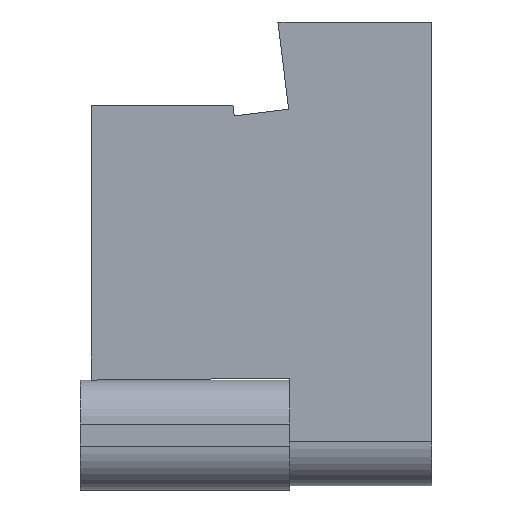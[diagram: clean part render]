
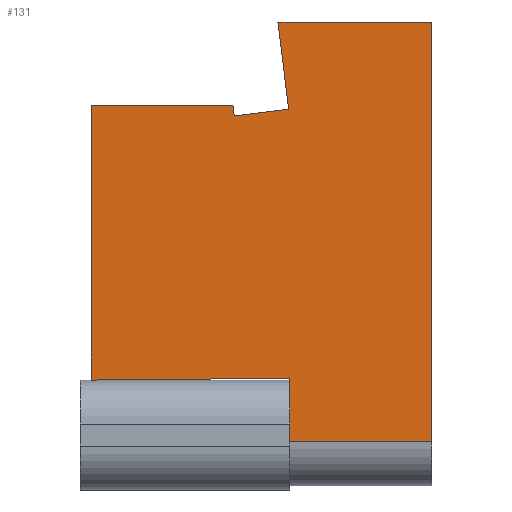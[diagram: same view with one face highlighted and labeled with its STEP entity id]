
A CAD part, left-side view. The second image highlights one B-rep face of the part: STEP entity #131.
In plain terms, the highlighted planar face has unit normal (-1, 0, 0).
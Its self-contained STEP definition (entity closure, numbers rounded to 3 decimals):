
#131=ADVANCED_FACE('',(#175),#156,.F.);
#156=PLANE('',#623);
#175=FACE_OUTER_BOUND('',#197,.T.);
#197=EDGE_LOOP('',(#252,#253,#254,#255,#256,#257,#258,#259,#260,#261));
#252=ORIENTED_EDGE('',*,*,#411,.T.);
#253=ORIENTED_EDGE('',*,*,#412,.T.);
#254=ORIENTED_EDGE('',*,*,#388,.F.);
#255=ORIENTED_EDGE('',*,*,#384,.T.);
#256=ORIENTED_EDGE('',*,*,#409,.F.);
#257=ORIENTED_EDGE('',*,*,#407,.F.);
#258=ORIENTED_EDGE('',*,*,#404,.F.);
#259=ORIENTED_EDGE('',*,*,#401,.F.);
#260=ORIENTED_EDGE('',*,*,#397,.F.);
#261=ORIENTED_EDGE('',*,*,#413,.T.);
#341=VERTEX_POINT('',#809);
#343=VERTEX_POINT('',#812);
#346=VERTEX_POINT('',#820);
#352=VERTEX_POINT('',#836);
#354=VERTEX_POINT('',#839);
#357=VERTEX_POINT('',#847);
#359=VERTEX_POINT('',#853);
#361=VERTEX_POINT('',#859);
#362=VERTEX_POINT('',#866);
#363=VERTEX_POINT('',#867);
#384=EDGE_CURVE('',#343,#341,#446,.T.);
#388=EDGE_CURVE('',#343,#346,#450,.T.);
#397=EDGE_CURVE('',#352,#354,#458,.T.);
#401=EDGE_CURVE('',#354,#357,#462,.T.);
#404=EDGE_CURVE('',#357,#359,#465,.T.);
#407=EDGE_CURVE('',#359,#361,#468,.T.);
#409=EDGE_CURVE('',#361,#341,#470,.T.);
#411=EDGE_CURVE('',#362,#363,#472,.T.);
#412=EDGE_CURVE('',#363,#346,#473,.T.);
#413=EDGE_CURVE('',#352,#362,#474,.T.);
#446=LINE('',#811,#496);
#450=LINE('',#819,#500);
#458=LINE('',#838,#508);
#462=LINE('',#846,#512);
#465=LINE('',#852,#515);
#468=LINE('',#858,#518);
#470=LINE('',#862,#520);
#472=LINE('',#865,#522);
#473=LINE('',#868,#523);
#474=LINE('',#869,#524);
#496=VECTOR('',#666,1.);
#500=VECTOR('',#672,1.);
#508=VECTOR('',#686,1.);
#512=VECTOR('',#692,1.);
#515=VECTOR('',#697,1.);
#518=VECTOR('',#702,1.);
#520=VECTOR('',#706,1.);
#522=VECTOR('',#710,1.);
#523=VECTOR('',#711,1.);
#524=VECTOR('',#712,1.);
#623=AXIS2_PLACEMENT_3D('',#870,#713,#714);
#666=DIRECTION('',(0.,1.,0.));
#672=DIRECTION('',(0.,0.,-1.));
#686=DIRECTION('',(0.,0.,1.));
#692=DIRECTION('',(0.,-1.,0.));
#697=DIRECTION('',(0.,-0.122,-0.993));
#702=DIRECTION('',(0.,-0.993,0.122));
#706=DIRECTION('',(0.,0.122,0.993));
#710=DIRECTION('',(0.,0.,-1.));
#711=DIRECTION('',(0.,-1.,0.));
#712=DIRECTION('',(0.,-1.,0.009));
#713=DIRECTION('',(1.,0.,0.));
#714=DIRECTION('',(0.,1.,0.));
#809=CARTESIAN_POINT('',(-18.6,14.,7.6));
#811=CARTESIAN_POINT('',(-18.6,14.,7.6));
#812=CARTESIAN_POINT('',(-18.6,0.,7.6));
#819=CARTESIAN_POINT('',(-18.6,0.,7.6));
#820=CARTESIAN_POINT('',(-18.6,0.,-30.6));
#836=CARTESIAN_POINT('',(-18.6,31.,-24.991));
#838=CARTESIAN_POINT('',(-18.6,31.,-34.6));
#839=CARTESIAN_POINT('',(-18.6,31.,0.));
#846=CARTESIAN_POINT('',(-18.6,31.,0.));
#847=CARTESIAN_POINT('',(-18.6,18.104,0.));
#852=CARTESIAN_POINT('',(-18.6,18.104,0.));
#853=CARTESIAN_POINT('',(-18.6,17.988,-0.95));
#858=CARTESIAN_POINT('',(-18.6,17.988,-0.95));
#859=CARTESIAN_POINT('',(-18.6,13.025,-0.34));
#862=CARTESIAN_POINT('',(-18.6,13.025,-0.34));
#865=CARTESIAN_POINT('',(-18.6,12.95,7.6));
#866=CARTESIAN_POINT('',(-18.6,12.95,-24.834));
#867=CARTESIAN_POINT('',(-18.6,12.95,-30.6));
#868=CARTESIAN_POINT('',(-18.6,0.,-30.6));
#869=CARTESIAN_POINT('',(-18.6,-0.282,-24.718));
#870=CARTESIAN_POINT('',(-18.6,0.,7.6));
